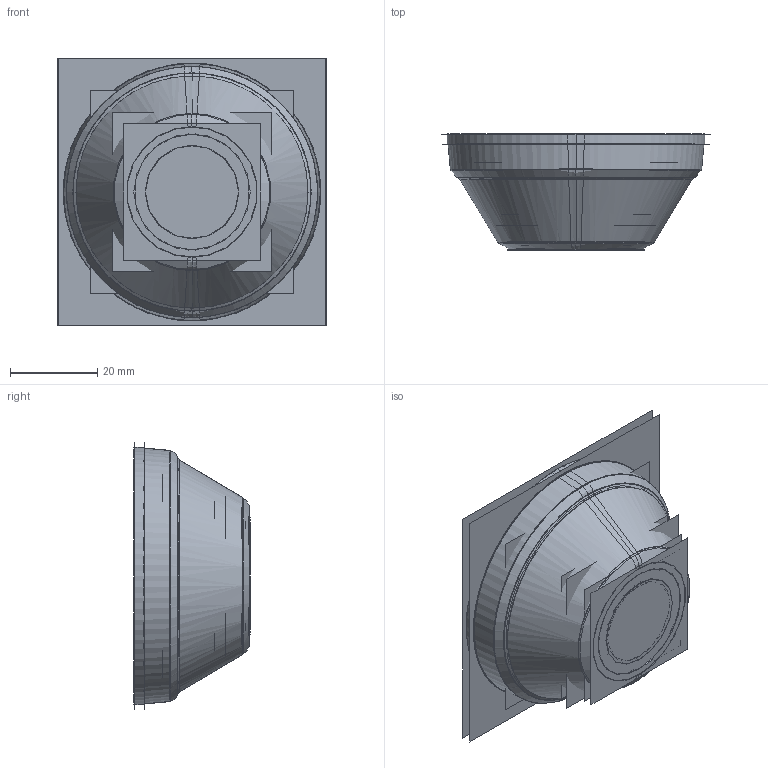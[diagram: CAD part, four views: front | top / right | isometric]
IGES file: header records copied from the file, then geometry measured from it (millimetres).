
Start section:  PTC IGES file: B0000681942.igs
Global section: file name: B0000681942.igs; native system: Pro/ENGINEER by Parametric Technology Corporation; preprocessor: 2010020; author: RCRU51; organization: Rex Nord Marbet spa; date: 20110506.142209; units: millimetre
Bounding box: 61.4 x 26.68 x 61.36 mm (x, y, z)
Volume: 15018.9 mm3; surface area: 69848.5 mm2
Topology: 2 solids, 2 shells, 130 faces, 624 edges, 806 vertices
Faces by surface type: revolution 108, bspline 22
